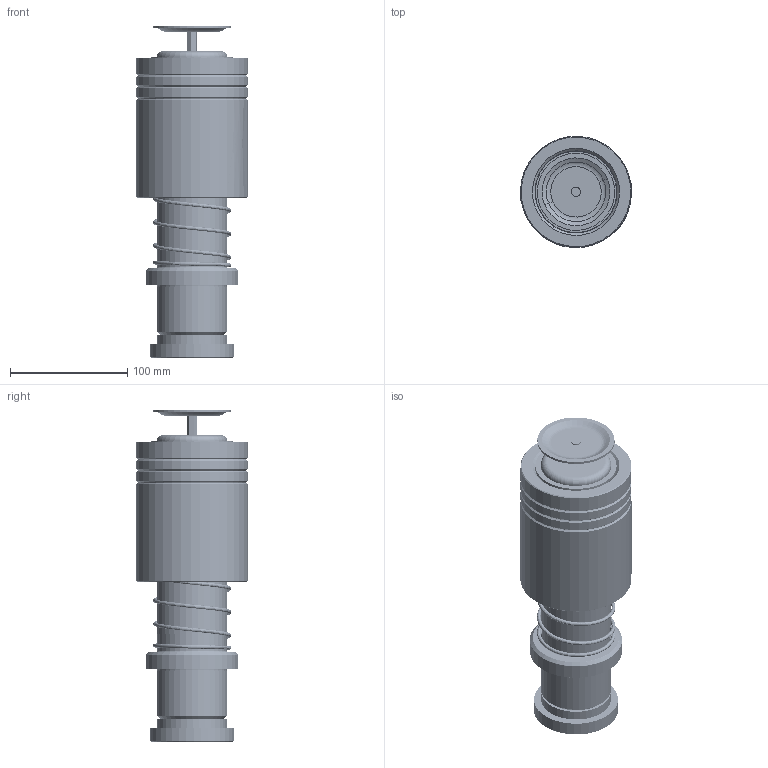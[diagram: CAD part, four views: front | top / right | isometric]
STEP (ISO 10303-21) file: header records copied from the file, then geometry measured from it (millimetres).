
FILE_DESCRIPTION (( 'STEP AP214' ), '1' );
FILE_NAME ('HMSH(HMJH)-D60-L200(BL-120).STEP', '2021-08-17T03:58:30', ( '' ), ( '' ), 'SwSTEP 2.0', 'SolidWorks 2016', '' );
FILE_SCHEMA (( 'AUTOMOTIVE_DESIGN' ));
Length unit declared in the file: millimetre
Products named in the file (353): BALL-D5; GTM-66; GTM-66郪蚾; HWP-D66.9-60.5-L90; BSH-D69.5-60.5-L110郪蚾; TBB-D95-d70-L120; DRPM-D60-L200; GTM-M16蹟簽 -; DRPM蹟簽D60; GTM-3-縐种; HMSH(HMJH)-D60-L200(BL-120); BSH-69.5-60.5-L110
Assembly tree (345 placements, depth 3):
  BALL-D5
  BALL-D5
  BALL-D5
  BALL-D5
  BALL-D5
Bounding box: 94.97 x 94.97 x 283.52 mm (x, y, z)
Volume: 1261486.7 mm3; surface area: 258889 mm2
Topology: 338 solids, 338 shells, 1536 faces, 6455 edges, 4287 vertices
Faces by surface type: sphere 1320, cylinder 68, plane 49, cone 46, torus 32, bspline 21
Entity records: 67570 total; most frequent: CARTESIAN_POINT 38827, ORIENTED_EDGE 4964, DIRECTION 4373, EDGE_CURVE 2482, AXIS2_PLACEMENT_3D 2097, VERTEX_POINT 1627, EDGE_LOOP 1553, B_SPLINE_CURVE_WITH_KNOTS 1396
